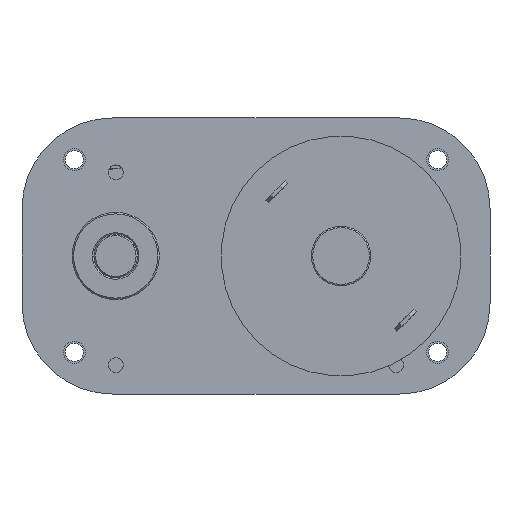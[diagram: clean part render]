
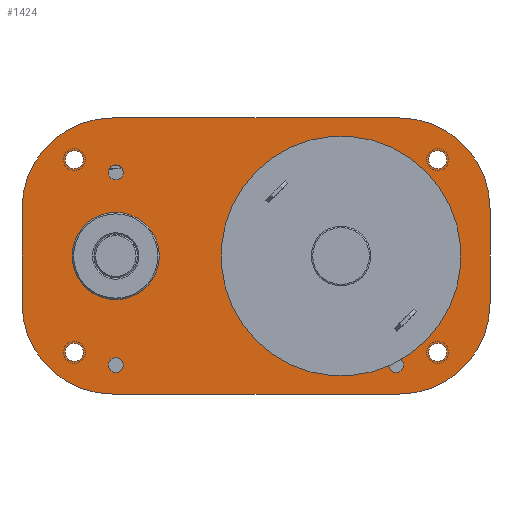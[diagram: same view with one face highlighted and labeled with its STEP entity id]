
A CAD part, front view. The second image highlights one B-rep face of the part: STEP entity #1424.
In plain terms, the highlighted planar face has unit normal (0, -1, 0).
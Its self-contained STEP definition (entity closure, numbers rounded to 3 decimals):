
#1=CARTESIAN_POINT('',(-19.3,0.,0.));
#2=DIRECTION('',(0.,-1.,0.));
#3=DIRECTION('',(1.,0.,0.));
#4=AXIS2_PLACEMENT_3D('',#1,#2,#3);
#6=CARTESIAN_POINT('',(-19.3,0.,0.));
#7=DIRECTION('',(0.,-1.,0.));
#8=DIRECTION('',(-1.,0.,0.));
#9=AXIS2_PLACEMENT_3D('',#6,#7,#8);
#11=CARTESIAN_POINT('',(-19.7,0.,6.5));
#12=DIRECTION('',(0.,-1.,0.));
#13=DIRECTION('',(0.,0.,1.));
#14=AXIS2_PLACEMENT_3D('',#11,#12,#13);
#16=DIRECTION('',(1.,0.,0.));
#17=VECTOR('',#16,39.4);
#18=CARTESIAN_POINT('',(-19.7,0.,19.));
#19=LINE('',#18,#17);
#20=CARTESIAN_POINT('',(19.7,0.,6.5));
#21=DIRECTION('',(0.,-1.,0.));
#22=DIRECTION('',(1.,0.,0.));
#23=AXIS2_PLACEMENT_3D('',#20,#21,#22);
#25=DIRECTION('',(0.,0.,-1.));
#26=VECTOR('',#25,13.);
#27=CARTESIAN_POINT('',(32.2,0.,6.5));
#28=LINE('',#27,#26);
#29=CARTESIAN_POINT('',(19.7,0.,-6.5));
#30=DIRECTION('',(0.,-1.,0.));
#31=DIRECTION('',(0.,0.,-1.));
#32=AXIS2_PLACEMENT_3D('',#29,#30,#31);
#34=DIRECTION('',(-1.,0.,0.));
#35=VECTOR('',#34,39.4);
#36=CARTESIAN_POINT('',(19.7,0.,-19.));
#37=LINE('',#36,#35);
#38=CARTESIAN_POINT('',(-19.7,0.,-6.5));
#39=DIRECTION('',(0.,-1.,0.));
#40=DIRECTION('',(-1.,0.,0.));
#41=AXIS2_PLACEMENT_3D('',#38,#39,#40);
#43=DIRECTION('',(0.,0.,1.));
#44=VECTOR('',#43,13.);
#45=CARTESIAN_POINT('',(-32.2,0.,-6.5));
#46=LINE('',#45,#44);
#47=CARTESIAN_POINT('',(11.7,0.,0.));
#48=DIRECTION('',(0.,1.,0.));
#49=DIRECTION('',(1.,0.,0.));
#50=AXIS2_PLACEMENT_3D('',#47,#48,#49);
#52=CARTESIAN_POINT('',(11.7,0.,0.));
#53=DIRECTION('',(0.,1.,0.));
#54=DIRECTION('',(-1.,0.,0.));
#55=AXIS2_PLACEMENT_3D('',#52,#53,#54);
#57=CARTESIAN_POINT('',(25.,0.,-13.25));
#58=DIRECTION('',(0.,1.,0.));
#59=DIRECTION('',(1.,0.,0.));
#60=AXIS2_PLACEMENT_3D('',#57,#58,#59);
#62=CARTESIAN_POINT('',(25.,0.,-13.25));
#63=DIRECTION('',(0.,1.,0.));
#64=DIRECTION('',(-1.,0.,0.));
#65=AXIS2_PLACEMENT_3D('',#62,#63,#64);
#67=CARTESIAN_POINT('',(25.,0.,13.25));
#68=DIRECTION('',(0.,1.,0.));
#69=DIRECTION('',(1.,0.,0.));
#70=AXIS2_PLACEMENT_3D('',#67,#68,#69);
#72=CARTESIAN_POINT('',(25.,0.,13.25));
#73=DIRECTION('',(0.,1.,0.));
#74=DIRECTION('',(-1.,0.,0.));
#75=AXIS2_PLACEMENT_3D('',#72,#73,#74);
#77=CARTESIAN_POINT('',(-25.,0.,-13.25));
#78=DIRECTION('',(0.,1.,0.));
#79=DIRECTION('',(1.,0.,0.));
#80=AXIS2_PLACEMENT_3D('',#77,#78,#79);
#82=CARTESIAN_POINT('',(-25.,0.,-13.25));
#83=DIRECTION('',(0.,1.,0.));
#84=DIRECTION('',(-1.,0.,0.));
#85=AXIS2_PLACEMENT_3D('',#82,#83,#84);
#87=CARTESIAN_POINT('',(-25.,0.,13.25));
#88=DIRECTION('',(0.,1.,0.));
#89=DIRECTION('',(1.,0.,0.));
#90=AXIS2_PLACEMENT_3D('',#87,#88,#89);
#92=CARTESIAN_POINT('',(-25.,0.,13.25));
#93=DIRECTION('',(0.,1.,0.));
#94=DIRECTION('',(-1.,0.,0.));
#95=AXIS2_PLACEMENT_3D('',#92,#93,#94);
#97=CARTESIAN_POINT('',(-19.3,0.,-15.));
#98=DIRECTION('',(0.,1.,0.));
#99=DIRECTION('',(1.,0.,0.));
#100=AXIS2_PLACEMENT_3D('',#97,#98,#99);
#102=CARTESIAN_POINT('',(-19.3,0.,-15.));
#103=DIRECTION('',(0.,1.,0.));
#104=DIRECTION('',(-1.,0.,0.));
#105=AXIS2_PLACEMENT_3D('',#102,#103,#104);
#107=CARTESIAN_POINT('',(19.3,0.,-15.));
#108=DIRECTION('',(0.,1.,0.));
#109=DIRECTION('',(1.,0.,0.));
#110=AXIS2_PLACEMENT_3D('',#107,#108,#109);
#112=CARTESIAN_POINT('',(19.3,0.,-15.));
#113=DIRECTION('',(0.,1.,0.));
#114=DIRECTION('',(-1.,0.,0.));
#115=AXIS2_PLACEMENT_3D('',#112,#113,#114);
#117=CARTESIAN_POINT('',(-19.3,0.,11.5));
#118=DIRECTION('',(0.,1.,0.));
#119=DIRECTION('',(1.,0.,0.));
#120=AXIS2_PLACEMENT_3D('',#117,#118,#119);
#122=CARTESIAN_POINT('',(-19.3,0.,11.5));
#123=DIRECTION('',(0.,1.,0.));
#124=DIRECTION('',(-1.,0.,0.));
#125=AXIS2_PLACEMENT_3D('',#122,#123,#124);
#127=CARTESIAN_POINT('',(19.3,0.,11.5));
#128=DIRECTION('',(0.,1.,0.));
#129=DIRECTION('',(1.,0.,0.));
#130=AXIS2_PLACEMENT_3D('',#127,#128,#129);
#132=CARTESIAN_POINT('',(19.3,0.,11.5));
#133=DIRECTION('',(0.,1.,0.));
#134=DIRECTION('',(-1.,0.,0.));
#135=AXIS2_PLACEMENT_3D('',#132,#133,#134);
#1037=CARTESIAN_POINT('',(-13.3,0.,0.));
#1038=CARTESIAN_POINT('',(-25.3,0.,0.));
#1039=VERTEX_POINT('',#1037);
#1040=VERTEX_POINT('',#1038);
#1041=CARTESIAN_POINT('',(-19.7,0.,19.));
#1042=CARTESIAN_POINT('',(-32.2,0.,6.5));
#1043=VERTEX_POINT('',#1041);
#1044=VERTEX_POINT('',#1042);
#1045=CARTESIAN_POINT('',(-32.2,0.,-6.5));
#1046=CARTESIAN_POINT('',(-19.7,0.,-19.));
#1047=VERTEX_POINT('',#1045);
#1048=VERTEX_POINT('',#1046);
#1049=CARTESIAN_POINT('',(19.7,0.,-19.));
#1050=CARTESIAN_POINT('',(32.2,0.,-6.5));
#1051=VERTEX_POINT('',#1049);
#1052=VERTEX_POINT('',#1050);
#1053=CARTESIAN_POINT('',(32.2,0.,6.5));
#1054=CARTESIAN_POINT('',(19.7,0.,19.));
#1055=VERTEX_POINT('',#1053);
#1056=VERTEX_POINT('',#1054);
#1217=CARTESIAN_POINT('',(15.85,0.,0.));
#1218=CARTESIAN_POINT('',(7.55,0.,0.));
#1219=VERTEX_POINT('',#1217);
#1220=VERTEX_POINT('',#1218);
#1225=CARTESIAN_POINT('',(26.25,0.,-13.25));
#1226=CARTESIAN_POINT('',(23.75,0.,-13.25));
#1227=VERTEX_POINT('',#1225);
#1228=VERTEX_POINT('',#1226);
#1233=CARTESIAN_POINT('',(26.25,0.,13.25));
#1234=CARTESIAN_POINT('',(23.75,0.,13.25));
#1235=VERTEX_POINT('',#1233);
#1236=VERTEX_POINT('',#1234);
#1241=CARTESIAN_POINT('',(-23.75,0.,-13.25));
#1242=CARTESIAN_POINT('',(-26.25,0.,-13.25));
#1243=VERTEX_POINT('',#1241);
#1244=VERTEX_POINT('',#1242);
#1249=CARTESIAN_POINT('',(-23.75,0.,13.25));
#1250=CARTESIAN_POINT('',(-26.25,0.,13.25));
#1251=VERTEX_POINT('',#1249);
#1252=VERTEX_POINT('',#1250);
#1289=CARTESIAN_POINT('',(-18.275,0.,-15.));
#1290=CARTESIAN_POINT('',(-20.325,0.,-15.));
#1291=VERTEX_POINT('',#1289);
#1292=VERTEX_POINT('',#1290);
#1297=CARTESIAN_POINT('',(20.325,0.,-15.));
#1298=CARTESIAN_POINT('',(18.275,0.,-15.));
#1299=VERTEX_POINT('',#1297);
#1300=VERTEX_POINT('',#1298);
#1305=CARTESIAN_POINT('',(-18.275,0.,11.5));
#1306=CARTESIAN_POINT('',(-20.325,0.,11.5));
#1307=VERTEX_POINT('',#1305);
#1308=VERTEX_POINT('',#1306);
#1323=CARTESIAN_POINT('',(20.325,0.,11.5));
#1324=CARTESIAN_POINT('',(18.275,0.,11.5));
#1325=VERTEX_POINT('',#1323);
#1326=VERTEX_POINT('',#1324);
#1341=CARTESIAN_POINT('',(0.,0.,0.));
#1342=DIRECTION('',(0.,1.,0.));
#1343=DIRECTION('',(1.,0.,0.));
#1344=AXIS2_PLACEMENT_3D('',#1341,#1342,#1343);
#1345=PLANE('',#1344);
#1347=ORIENTED_EDGE('',*,*,#1346,.F.);
#1349=ORIENTED_EDGE('',*,*,#1348,.T.);
#1351=ORIENTED_EDGE('',*,*,#1350,.F.);
#1353=ORIENTED_EDGE('',*,*,#1352,.T.);
#1355=ORIENTED_EDGE('',*,*,#1354,.F.);
#1357=ORIENTED_EDGE('',*,*,#1356,.T.);
#1359=ORIENTED_EDGE('',*,*,#1358,.F.);
#1361=ORIENTED_EDGE('',*,*,#1360,.T.);
#1362=EDGE_LOOP('',(#1347,#1349,#1351,#1353,#1355,#1357,#1359,#1361));
#1363=FACE_OUTER_BOUND('',#1362,.F.);
#1365=ORIENTED_EDGE('',*,*,#1364,.T.);
#1367=ORIENTED_EDGE('',*,*,#1366,.T.);
#1368=EDGE_LOOP('',(#1365,#1367));
#1369=FACE_BOUND('',#1368,.F.);
#1371=ORIENTED_EDGE('',*,*,#1370,.F.);
#1373=ORIENTED_EDGE('',*,*,#1372,.F.);
#1374=EDGE_LOOP('',(#1371,#1373));
#1375=FACE_BOUND('',#1374,.F.);
#1377=ORIENTED_EDGE('',*,*,#1376,.F.);
#1379=ORIENTED_EDGE('',*,*,#1378,.F.);
#1380=EDGE_LOOP('',(#1377,#1379));
#1381=FACE_BOUND('',#1380,.F.);
#1383=ORIENTED_EDGE('',*,*,#1382,.F.);
#1385=ORIENTED_EDGE('',*,*,#1384,.F.);
#1386=EDGE_LOOP('',(#1383,#1385));
#1387=FACE_BOUND('',#1386,.F.);
#1389=ORIENTED_EDGE('',*,*,#1388,.F.);
#1391=ORIENTED_EDGE('',*,*,#1390,.F.);
#1392=EDGE_LOOP('',(#1389,#1391));
#1393=FACE_BOUND('',#1392,.F.);
#1395=ORIENTED_EDGE('',*,*,#1394,.F.);
#1397=ORIENTED_EDGE('',*,*,#1396,.F.);
#1398=EDGE_LOOP('',(#1395,#1397));
#1399=FACE_BOUND('',#1398,.F.);
#1401=ORIENTED_EDGE('',*,*,#1400,.F.);
#1403=ORIENTED_EDGE('',*,*,#1402,.F.);
#1404=EDGE_LOOP('',(#1401,#1403));
#1405=FACE_BOUND('',#1404,.F.);
#1407=ORIENTED_EDGE('',*,*,#1406,.F.);
#1409=ORIENTED_EDGE('',*,*,#1408,.F.);
#1410=EDGE_LOOP('',(#1407,#1409));
#1411=FACE_BOUND('',#1410,.F.);
#1413=ORIENTED_EDGE('',*,*,#1412,.F.);
#1415=ORIENTED_EDGE('',*,*,#1414,.F.);
#1416=EDGE_LOOP('',(#1413,#1415));
#1417=FACE_BOUND('',#1416,.F.);
#1419=ORIENTED_EDGE('',*,*,#1418,.F.);
#1421=ORIENTED_EDGE('',*,*,#1420,.F.);
#1422=EDGE_LOOP('',(#1419,#1421));
#1423=FACE_BOUND('',#1422,.F.);
#5=CIRCLE('',#4,6.);
#10=CIRCLE('',#9,6.);
#15=CIRCLE('',#14,12.5);
#24=CIRCLE('',#23,12.5);
#33=CIRCLE('',#32,12.5);
#42=CIRCLE('',#41,12.5);
#51=CIRCLE('',#50,4.15);
#56=CIRCLE('',#55,4.15);
#61=CIRCLE('',#60,1.25);
#66=CIRCLE('',#65,1.25);
#71=CIRCLE('',#70,1.25);
#76=CIRCLE('',#75,1.25);
#81=CIRCLE('',#80,1.25);
#86=CIRCLE('',#85,1.25);
#91=CIRCLE('',#90,1.25);
#96=CIRCLE('',#95,1.25);
#101=CIRCLE('',#100,1.025);
#106=CIRCLE('',#105,1.025);
#111=CIRCLE('',#110,1.025);
#116=CIRCLE('',#115,1.025);
#121=CIRCLE('',#120,1.025);
#126=CIRCLE('',#125,1.025);
#131=CIRCLE('',#130,1.025);
#136=CIRCLE('',#135,1.025);
#1346=EDGE_CURVE('',#1043,#1044,#15,.T.);
#1348=EDGE_CURVE('',#1043,#1056,#19,.T.);
#1350=EDGE_CURVE('',#1055,#1056,#24,.T.);
#1352=EDGE_CURVE('',#1055,#1052,#28,.T.);
#1354=EDGE_CURVE('',#1051,#1052,#33,.T.);
#1356=EDGE_CURVE('',#1051,#1048,#37,.T.);
#1358=EDGE_CURVE('',#1047,#1048,#42,.T.);
#1360=EDGE_CURVE('',#1047,#1044,#46,.T.);
#1364=EDGE_CURVE('',#1039,#1040,#5,.T.);
#1366=EDGE_CURVE('',#1040,#1039,#10,.T.);
#1370=EDGE_CURVE('',#1219,#1220,#51,.T.);
#1372=EDGE_CURVE('',#1220,#1219,#56,.T.);
#1376=EDGE_CURVE('',#1227,#1228,#61,.T.);
#1378=EDGE_CURVE('',#1228,#1227,#66,.T.);
#1382=EDGE_CURVE('',#1235,#1236,#71,.T.);
#1384=EDGE_CURVE('',#1236,#1235,#76,.T.);
#1388=EDGE_CURVE('',#1243,#1244,#81,.T.);
#1390=EDGE_CURVE('',#1244,#1243,#86,.T.);
#1394=EDGE_CURVE('',#1251,#1252,#91,.T.);
#1396=EDGE_CURVE('',#1252,#1251,#96,.T.);
#1400=EDGE_CURVE('',#1291,#1292,#101,.T.);
#1402=EDGE_CURVE('',#1292,#1291,#106,.T.);
#1406=EDGE_CURVE('',#1299,#1300,#111,.T.);
#1408=EDGE_CURVE('',#1300,#1299,#116,.T.);
#1412=EDGE_CURVE('',#1307,#1308,#121,.T.);
#1414=EDGE_CURVE('',#1308,#1307,#126,.T.);
#1418=EDGE_CURVE('',#1325,#1326,#131,.T.);
#1420=EDGE_CURVE('',#1326,#1325,#136,.T.);
#1424=ADVANCED_FACE('',(#1363,#1369,#1375,#1381,#1387,#1393,#1399,#1405,#1411,
#1417,#1423),#1345,.F.);
